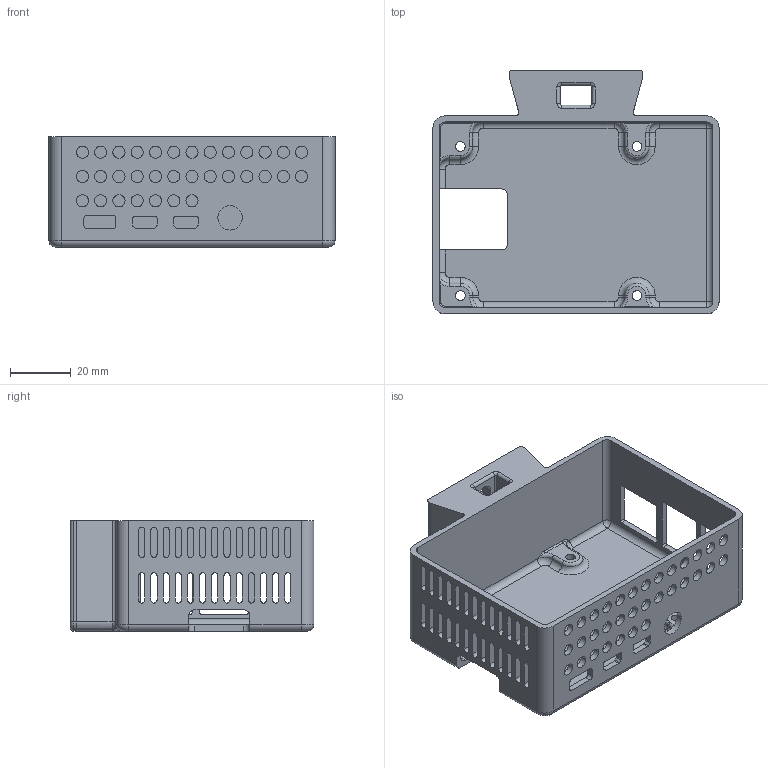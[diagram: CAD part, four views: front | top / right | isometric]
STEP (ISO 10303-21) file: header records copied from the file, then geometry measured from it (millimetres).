
FILE_DESCRIPTION(('CATIA V5 STEP','CAx-IF Rec.Pracs.--- Model Styling and Organization---1.4--- 2014-01-23'),'2;1');
FILE_NAME('Carter RPI4.stp','2021-02-10T10:35:21+00:00',('Olivier GUEROULT'),('SAFRAN'),'CATIA Version 5-6 Release 2018 SP3 HF19','CATIA V5 STEP AP214','none');
FILE_SCHEMA(('AUTOMOTIVE_DESIGN { 1 0 10303 214 1 1 1 1 }'));
Length unit declared in the file: millimetre
Products named in the file (1): Carter RPI4
Bounding box: 94 x 80 x 36.2 mm (x, y, z)
Volume: 47161.3 mm3; surface area: 34756.2 mm2
Topology: 1 solids, 1 shells, 422 faces, 1162 edges, 730 vertices
Faces by surface type: cylinder 234, plane 118, torus 46, bspline 12, cone 10, sphere 2
Entity records: 14485 total; most frequent: CARTESIAN_POINT 4163, ORIENTED_EDGE 2300, DIRECTION 1697, EDGE_CURVE 1150, AXIS2_PLACEMENT_3D 757, VERTEX_POINT 730, VECTOR 589, LINE 589
